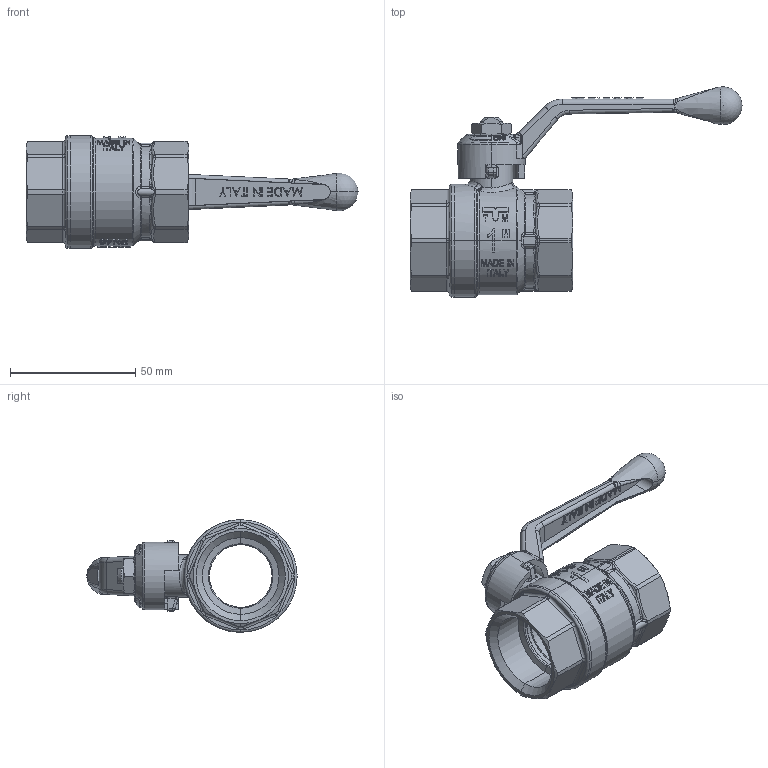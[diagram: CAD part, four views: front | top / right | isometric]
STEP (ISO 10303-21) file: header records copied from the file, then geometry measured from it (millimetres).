
FILE_DESCRIPTION (( 'STEP AP214' ), '1' );
FILE_NAME ('2310001.STEP', '2017-06-19T11:18:08', ( '' ), ( '' ), 'SwSTEP 2.0', 'SolidWorks 2016', '' );
FILE_SCHEMA (( 'AUTOMOTIVE_DESIGN' ));
Length unit declared in the file: millimetre
Products named in the file (10): 8000C253906_7190008 (8000C253906); 8170G2806_7200122 (8170N2806NI); 2310001; 8270G2806_7200340 (8270N2806NI); Pacchetto sfera 8000C253906 (Scirocco 06)_leva goccia rossa; 9510F0005LX-OLD_7370108 (9510R0005LX); 9600Z0905_7180329 (9600Z0905); 9300N0766_7390015 (9300N0766); 9403T0006_7340012 (9403T0006); 8031G0906_7510004 (8031G0906)
Assembly tree (11 placements, depth 3):
  2310001
    8170G2806_7200122 (8170N2806NI)
    Pacchetto sfera 8000C253906 (Scirocco 06)_leva goccia rossa
      8000C253906_7190008 (8000C253906)
      8031G0906_7510004 (8031G0906)
      9403T0006_7340012 (9403T0006)  x2
      9300N0766_7390015 (9300N0766)  x2
      9600Z0905_7180329 (9600Z0905)
      9510F0005LX-OLD_7370108 (9510R0005LX)
    8270G2806_7200340 (8270N2806NI)
Bounding box: 132.5 x 83.9 x 45 mm (x, y, z)
Volume: 56393.8 mm3; surface area: 38874.8 mm2
Topology: 10 solids, 10 shells, 1252 faces, 3186 edges, 2007 vertices
Faces by surface type: plane 492, bspline 328, cylinder 206, cone 104, torus 98, sphere 24
Entity records: 68870 total; most frequent: CARTESIAN_POINT 33612, ORIENTED_EDGE 6262, DIRECTION 4618, EDGE_CURVE 3131, VERTEX_POINT 1984, AXIS2_PLACEMENT_3D 1690, EDGE_LOOP 1325, LINE 1238
